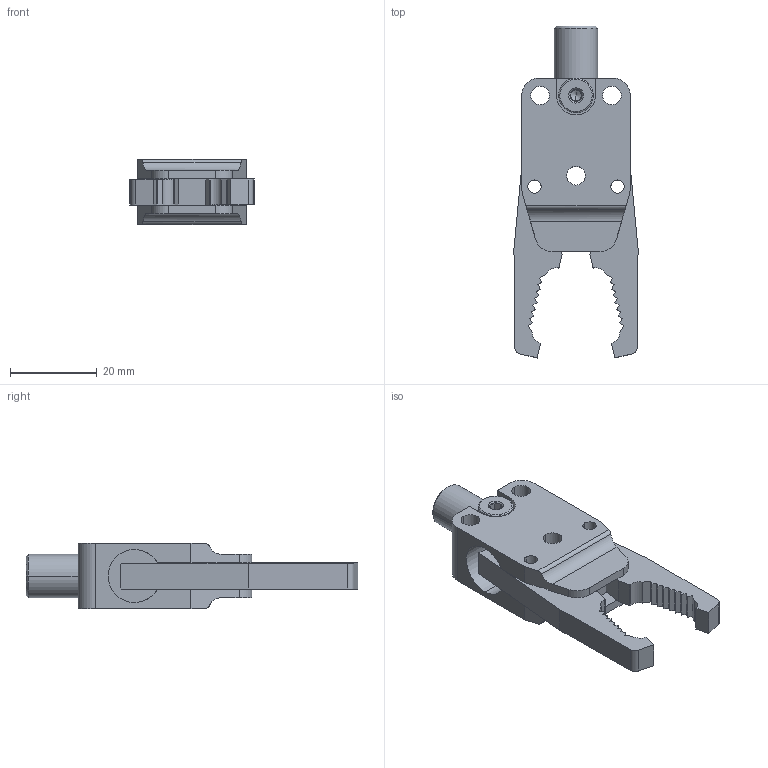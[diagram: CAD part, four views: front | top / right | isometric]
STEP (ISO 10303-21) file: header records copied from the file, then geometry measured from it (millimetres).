
FILE_DESCRIPTION (( 'STEP AP214' ), '1' );
FILE_NAME ('CA.GZA.10.12.14.STEP', '2017-10-16T09:09:54', ( '' ), ( '' ), 'SwSTEP 2.0', 'SolidWorks 2017', '' );
FILE_SCHEMA (( 'AUTOMOTIVE_DESIGN' ));
Length unit declared in the file: millimetre
Products named in the file (4): CA.08.14.013; GZA.10.12.1; GZA.10.12.3.14; CA.GZA.10.12.14
Assembly tree (4 placements, depth 2):
  CA.GZA.10.12.14
    GZA.10.12.3.14  x2
    GZA.10.12.1
    CA.08.14.013
Bounding box: 28.59 x 76.47 x 15 mm (x, y, z)
Volume: 13449.3 mm3; surface area: 9245.5 mm2
Topology: 4 solids, 4 shells, 190 faces, 537 edges, 348 vertices
Faces by surface type: plane 106, cylinder 60, cone 22, bspline 2
Entity records: 5242 total; most frequent: CARTESIAN_POINT 1023, DIRECTION 862, ORIENTED_EDGE 860, EDGE_CURVE 430, AXIS2_PLACEMENT_3D 298, VERTEX_POINT 281, VECTOR 266, LINE 266
